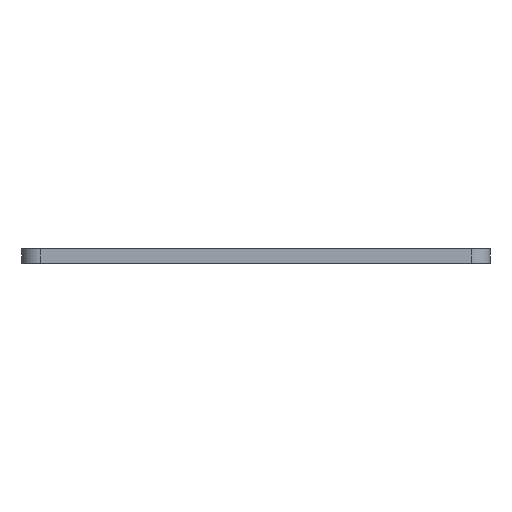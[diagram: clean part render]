
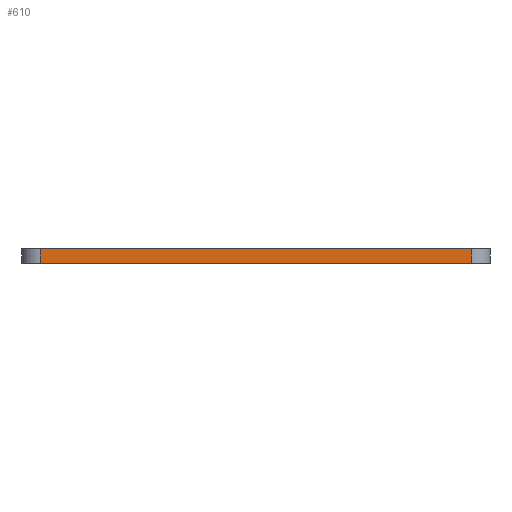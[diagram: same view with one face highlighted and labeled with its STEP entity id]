
A CAD part, front view. The second image highlights one B-rep face of the part: STEP entity #610.
In plain terms, the highlighted planar face has unit normal (0, -1, 0).
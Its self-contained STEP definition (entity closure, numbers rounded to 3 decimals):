
#39 = DIRECTION ( 'NONE',  ( 0., -1., 0. ) ) ;
#77 = CARTESIAN_POINT ( 'NONE',  ( 0., -5., -4. ) ) ;
#104 = EDGE_CURVE ( 'NONE', #728, #148, #166, .T. ) ;
#148 = VERTEX_POINT ( 'NONE', #807 ) ;
#166 = LINE ( 'NONE', #1049, #816 ) ;
#179 = LINE ( 'NONE', #750, #800 ) ;
#228 = ORIENTED_EDGE ( 'NONE', *, *, #394, .F. ) ;
#268 = VERTEX_POINT ( 'NONE', #918 ) ;
#275 = VECTOR ( 'NONE', #726, 1000. ) ;
#303 = LINE ( 'NONE', #77, #275 ) ;
#314 = EDGE_LOOP ( 'NONE', ( #849, #228, #786, #755 ) ) ;
#318 = DIRECTION ( 'NONE',  ( 0., 0., 1. ) ) ;
#382 = AXIS2_PLACEMENT_3D ( 'NONE', #757, #39, #562 ) ;
#394 = EDGE_CURVE ( 'NONE', #539, #728, #179, .T. ) ;
#428 = VECTOR ( 'NONE', #844, 1000. ) ;
#454 = CARTESIAN_POINT ( 'NONE',  ( 120., -5., -4. ) ) ;
#534 = FACE_OUTER_BOUND ( 'NONE', #314, .T. ) ;
#539 = VERTEX_POINT ( 'NONE', #987 ) ;
#562 = DIRECTION ( 'NONE',  ( 0., 0., -1. ) ) ;
#610 = ADVANCED_FACE ( 'NONE', ( #534 ), #1012, .T. ) ;
#631 = EDGE_CURVE ( 'NONE', #539, #268, #303, .T. ) ;
#663 = LINE ( 'NONE', #454, #428 ) ;
#714 = EDGE_CURVE ( 'NONE', #268, #148, #663, .T. ) ;
#726 = DIRECTION ( 'NONE',  ( 1., 0., 0. ) ) ;
#728 = VERTEX_POINT ( 'NONE', #887 ) ;
#750 = CARTESIAN_POINT ( 'NONE',  ( 0., -5., -4. ) ) ;
#755 = ORIENTED_EDGE ( 'NONE', *, *, #714, .T. ) ;
#757 = CARTESIAN_POINT ( 'NONE',  ( 0., -5., -4. ) ) ;
#786 = ORIENTED_EDGE ( 'NONE', *, *, #631, .T. ) ;
#800 = VECTOR ( 'NONE', #318, 1000. ) ;
#807 = CARTESIAN_POINT ( 'NONE',  ( 120., -5., 0. ) ) ;
#816 = VECTOR ( 'NONE', #968, 1000. ) ;
#844 = DIRECTION ( 'NONE',  ( 0., 0., 1. ) ) ;
#849 = ORIENTED_EDGE ( 'NONE', *, *, #104, .F. ) ;
#887 = CARTESIAN_POINT ( 'NONE',  ( 0., -5., 0. ) ) ;
#918 = CARTESIAN_POINT ( 'NONE',  ( 120., -5., -4. ) ) ;
#968 = DIRECTION ( 'NONE',  ( 1., 0., 0. ) ) ;
#987 = CARTESIAN_POINT ( 'NONE',  ( 0., -5., -4. ) ) ;
#1012 = PLANE ( 'NONE',  #382 ) ;
#1049 = CARTESIAN_POINT ( 'NONE',  ( 0., -5., 0. ) ) ;
